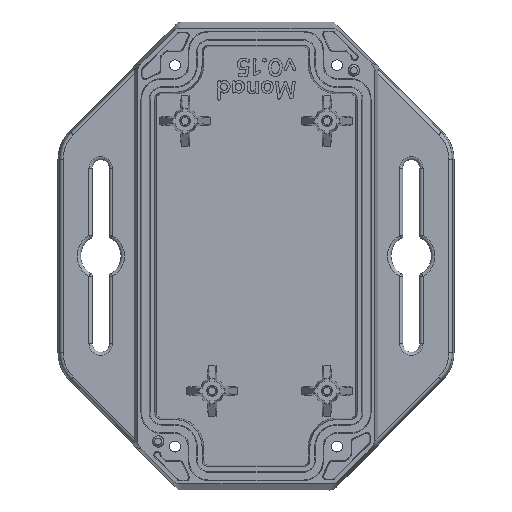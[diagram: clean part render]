
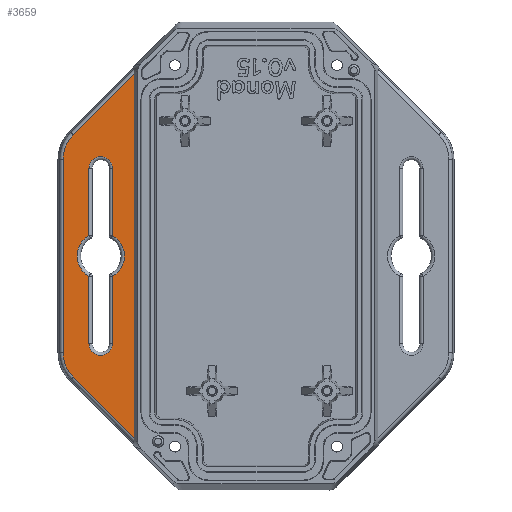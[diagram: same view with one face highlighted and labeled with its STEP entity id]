
A CAD part, top view. The second image highlights one B-rep face of the part: STEP entity #3659.
In plain terms, the highlighted planar face has unit normal (0, 0, 1).
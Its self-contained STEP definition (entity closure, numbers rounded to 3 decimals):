
#2308 = VERTEX_POINT('',#2309);
#2309 = CARTESIAN_POINT('',(-49.5,6.062,4.));
#2318 = VERTEX_POINT('',#2319);
#2319 = CARTESIAN_POINT('',(-49.5,-6.062,4.));
#2326 = EDGE_CURVE('',#2308,#2318,#2327,.T.);
#2327 = CIRCLE('',#2328,7.);
#2328 = AXIS2_PLACEMENT_3D('',#2329,#2330,#2331);
#2329 = CARTESIAN_POINT('',(-46.,0.,4.));
#2330 = DIRECTION('',(0.,0.,1.));
#2331 = DIRECTION('',(-0.417,0.909,0.));
#3659 = ADVANCED_FACE('',(#3660,#3712),#3772,.T.);
#3660 = FACE_BOUND('',#3661,.T.);
#3661 = EDGE_LOOP('',(#3662,#3672,#3680,#3688,#3697,#3705));
#3662 = ORIENTED_EDGE('',*,*,#3663,.T.);
#3663 = EDGE_CURVE('',#3664,#3666,#3668,.T.);
#3664 = VERTEX_POINT('',#3665);
#3665 = CARTESIAN_POINT('',(-54.185,-35.862,4.));
#3666 = VERTEX_POINT('',#3667);
#3667 = CARTESIAN_POINT('',(-36.073,-53.974,4.));
#3668 = LINE('',#3669,#3670);
#3669 = CARTESIAN_POINT('',(-54.185,-35.862,4.));
#3670 = VECTOR('',#3671,1.);
#3671 = DIRECTION('',(0.707,-0.707,0.));
#3672 = ORIENTED_EDGE('',*,*,#3673,.F.);
#3673 = EDGE_CURVE('',#3674,#3666,#3676,.T.);
#3674 = VERTEX_POINT('',#3675);
#3675 = CARTESIAN_POINT('',(-36.073,53.974,4.));
#3676 = LINE('',#3677,#3678);
#3677 = CARTESIAN_POINT('',(-36.073,-50.,4.));
#3678 = VECTOR('',#3679,1.);
#3679 = DIRECTION('',(0.,-1.,0.));
#3680 = ORIENTED_EDGE('',*,*,#3681,.T.);
#3681 = EDGE_CURVE('',#3674,#3682,#3684,.T.);
#3682 = VERTEX_POINT('',#3683);
#3683 = CARTESIAN_POINT('',(-54.185,35.862,4.));
#3684 = LINE('',#3685,#3686);
#3685 = CARTESIAN_POINT('',(-31.957,58.09,4.));
#3686 = VECTOR('',#3687,1.);
#3687 = DIRECTION('',(-0.707,-0.707,0.));
#3688 = ORIENTED_EDGE('',*,*,#3689,.T.);
#3689 = EDGE_CURVE('',#3682,#3690,#3692,.T.);
#3690 = VERTEX_POINT('',#3691);
#3691 = CARTESIAN_POINT('',(-57.161,28.677,4.));
#3692 = CIRCLE('',#3693,10.161);
#3693 = AXIS2_PLACEMENT_3D('',#3694,#3695,#3696);
#3694 = CARTESIAN_POINT('',(-47.,28.677,4.));
#3695 = DIRECTION('',(0.,0.,1.));
#3696 = DIRECTION('',(-0.707,0.707,0.));
#3697 = ORIENTED_EDGE('',*,*,#3698,.T.);
#3698 = EDGE_CURVE('',#3690,#3699,#3701,.T.);
#3699 = VERTEX_POINT('',#3700);
#3700 = CARTESIAN_POINT('',(-57.161,-28.677,4.));
#3701 = LINE('',#3702,#3703);
#3702 = CARTESIAN_POINT('',(-57.161,28.677,4.));
#3703 = VECTOR('',#3704,1.);
#3704 = DIRECTION('',(0.,-1.,0.));
#3705 = ORIENTED_EDGE('',*,*,#3706,.T.);
#3706 = EDGE_CURVE('',#3699,#3664,#3707,.T.);
#3707 = CIRCLE('',#3708,10.161);
#3708 = AXIS2_PLACEMENT_3D('',#3709,#3710,#3711);
#3709 = CARTESIAN_POINT('',(-47.,-28.677,4.));
#3710 = DIRECTION('',(0.,0.,1.));
#3711 = DIRECTION('',(-1.,0.,0.));
#3712 = FACE_BOUND('',#3713,.T.);
#3713 = EDGE_LOOP('',(#3714,#3724,#3733,#3741,#3750,#3756,#3757,#3765));
#3714 = ORIENTED_EDGE('',*,*,#3715,.F.);
#3715 = EDGE_CURVE('',#3716,#3718,#3720,.T.);
#3716 = VERTEX_POINT('',#3717);
#3717 = CARTESIAN_POINT('',(-42.5,6.062,4.));
#3718 = VERTEX_POINT('',#3719);
#3719 = CARTESIAN_POINT('',(-42.5,26.,4.));
#3720 = LINE('',#3721,#3722);
#3721 = CARTESIAN_POINT('',(-42.5,5.454,4.));
#3722 = VECTOR('',#3723,1.);
#3723 = DIRECTION('',(0.,1.,0.));
#3724 = ORIENTED_EDGE('',*,*,#3725,.F.);
#3725 = EDGE_CURVE('',#3726,#3716,#3728,.T.);
#3726 = VERTEX_POINT('',#3727);
#3727 = CARTESIAN_POINT('',(-42.5,-6.062,4.));
#3728 = CIRCLE('',#3729,7.);
#3729 = AXIS2_PLACEMENT_3D('',#3730,#3731,#3732);
#3730 = CARTESIAN_POINT('',(-46.,0.,4.));
#3731 = DIRECTION('',(-0.,0.,1.));
#3732 = DIRECTION('',(0.417,-0.909,0.));
#3733 = ORIENTED_EDGE('',*,*,#3734,.T.);
#3734 = EDGE_CURVE('',#3726,#3735,#3737,.T.);
#3735 = VERTEX_POINT('',#3736);
#3736 = CARTESIAN_POINT('',(-42.5,-26.,4.));
#3737 = LINE('',#3738,#3739);
#3738 = CARTESIAN_POINT('',(-42.5,-5.454,4.));
#3739 = VECTOR('',#3740,1.);
#3740 = DIRECTION('',(0.,-1.,0.));
#3741 = ORIENTED_EDGE('',*,*,#3742,.T.);
#3742 = EDGE_CURVE('',#3735,#3743,#3745,.T.);
#3743 = VERTEX_POINT('',#3744);
#3744 = CARTESIAN_POINT('',(-49.5,-26.,4.));
#3745 = CIRCLE('',#3746,3.5);
#3746 = AXIS2_PLACEMENT_3D('',#3747,#3748,#3749);
#3747 = CARTESIAN_POINT('',(-46.,-26.,4.));
#3748 = DIRECTION('',(0.,-0.,-1.));
#3749 = DIRECTION('',(1.,0.,0.));
#3750 = ORIENTED_EDGE('',*,*,#3751,.T.);
#3751 = EDGE_CURVE('',#3743,#2318,#3752,.T.);
#3752 = LINE('',#3753,#3754);
#3753 = CARTESIAN_POINT('',(-49.5,-26.,4.));
#3754 = VECTOR('',#3755,1.);
#3755 = DIRECTION('',(0.,1.,0.));
#3756 = ORIENTED_EDGE('',*,*,#2326,.F.);
#3757 = ORIENTED_EDGE('',*,*,#3758,.F.);
#3758 = EDGE_CURVE('',#3759,#2308,#3761,.T.);
#3759 = VERTEX_POINT('',#3760);
#3760 = CARTESIAN_POINT('',(-49.5,26.,4.));
#3761 = LINE('',#3762,#3763);
#3762 = CARTESIAN_POINT('',(-49.5,26.,4.));
#3763 = VECTOR('',#3764,1.);
#3764 = DIRECTION('',(-0.,-1.,-0.));
#3765 = ORIENTED_EDGE('',*,*,#3766,.F.);
#3766 = EDGE_CURVE('',#3718,#3759,#3767,.T.);
#3767 = CIRCLE('',#3768,3.5);
#3768 = AXIS2_PLACEMENT_3D('',#3769,#3770,#3771);
#3769 = CARTESIAN_POINT('',(-46.,26.,4.));
#3770 = DIRECTION('',(0.,-0.,1.));
#3771 = DIRECTION('',(1.,0.,0.));
#3772 = PLANE('',#3773);
#3773 = AXIS2_PLACEMENT_3D('',#3774,#3775,#3776);
#3774 = CARTESIAN_POINT('',(0.,0.,4.));
#3775 = DIRECTION('',(0.,0.,1.));
#3776 = DIRECTION('',(1.,0.,0.));
